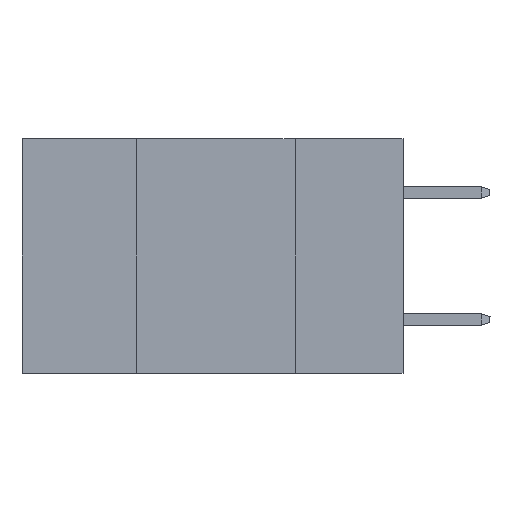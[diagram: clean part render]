
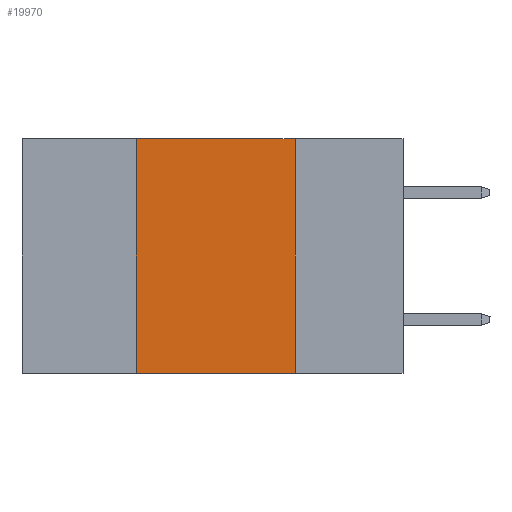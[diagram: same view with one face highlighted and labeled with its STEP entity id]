
A CAD part, left-side view. The second image highlights one B-rep face of the part: STEP entity #19970.
In plain terms, the highlighted planar face has unit normal (-1, 0, 0).
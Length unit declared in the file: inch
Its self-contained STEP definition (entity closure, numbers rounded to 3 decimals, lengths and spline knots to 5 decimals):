
#498 = LINE ( 'NONE', #9039, #4578 ) ;
#1975 = ORIENTED_EDGE ( 'NONE', *, *, #14874, .T. ) ;
#2118 = DIRECTION ( 'NONE',  ( 0., -1., 0. ) ) ;
#2233 = FACE_OUTER_BOUND ( 'NONE', #3135, .T. ) ;
#3135 = EDGE_LOOP ( 'NONE', ( #24054, #21835, #11770, #1975 ) ) ;
#3171 = CARTESIAN_POINT ( 'NONE',  ( 0., 0.17, -0.37 ) ) ;
#3625 = VECTOR ( 'NONE', #19042, 39.37008 ) ;
#4226 = EDGE_CURVE ( 'NONE', #22330, #13697, #498, .T. ) ;
#4578 = VECTOR ( 'NONE', #6696, 39.37008 ) ;
#5148 = VERTEX_POINT ( 'NONE', #19158 ) ;
#6346 = LINE ( 'NONE', #8072, #14443 ) ;
#6696 = DIRECTION ( 'NONE',  ( 0., 0., -1. ) ) ;
#8072 = CARTESIAN_POINT ( 'NONE',  ( 0., 0.6, 0. ) ) ;
#9039 = CARTESIAN_POINT ( 'NONE',  ( 0., 0.17, 0. ) ) ;
#9127 = LINE ( 'NONE', #16563, #3625 ) ;
#9318 = VERTEX_POINT ( 'NONE', #11765 ) ;
#9601 = EDGE_CURVE ( 'NONE', #5148, #9318, #17964, .T. ) ;
#10283 = DIRECTION ( 'NONE',  ( 0., 0., -1. ) ) ;
#11393 = VECTOR ( 'NONE', #21770, 39.37008 ) ;
#11765 = CARTESIAN_POINT ( 'NONE',  ( 0., 0.42, 0. ) ) ;
#11770 = ORIENTED_EDGE ( 'NONE', *, *, #9601, .F. ) ;
#12511 = AXIS2_PLACEMENT_3D ( 'NONE', #24173, #22427, #10283 ) ;
#13697 = VERTEX_POINT ( 'NONE', #3171 ) ;
#13859 = EDGE_CURVE ( 'NONE', #9318, #22330, #6346, .T. ) ;
#14443 = VECTOR ( 'NONE', #2118, 39.37008 ) ;
#14874 = EDGE_CURVE ( 'NONE', #5148, #13697, #9127, .T. ) ;
#15772 = CARTESIAN_POINT ( 'NONE',  ( 0., 0.42, 0. ) ) ;
#16563 = CARTESIAN_POINT ( 'NONE',  ( 0., 0.6, -0.37 ) ) ;
#17964 = LINE ( 'NONE', #15772, #11393 ) ;
#19042 = DIRECTION ( 'NONE',  ( 0., -1., 0. ) ) ;
#19158 = CARTESIAN_POINT ( 'NONE',  ( 0., 0.42, -0.37 ) ) ;
#19577 = CARTESIAN_POINT ( 'NONE',  ( 0., 0.17, 0. ) ) ;
#19970 = ADVANCED_FACE ( 'NONE', ( #2233 ), #22171, .F. ) ;
#21770 = DIRECTION ( 'NONE',  ( 0., 0., 1. ) ) ;
#21835 = ORIENTED_EDGE ( 'NONE', *, *, #13859, .F. ) ;
#22171 = PLANE ( 'NONE',  #12511 ) ;
#22330 = VERTEX_POINT ( 'NONE', #19577 ) ;
#22427 = DIRECTION ( 'NONE',  ( 1., 0., 0. ) ) ;
#24054 = ORIENTED_EDGE ( 'NONE', *, *, #4226, .F. ) ;
#24173 = CARTESIAN_POINT ( 'NONE',  ( 0., 0.6, 0. ) ) ;
